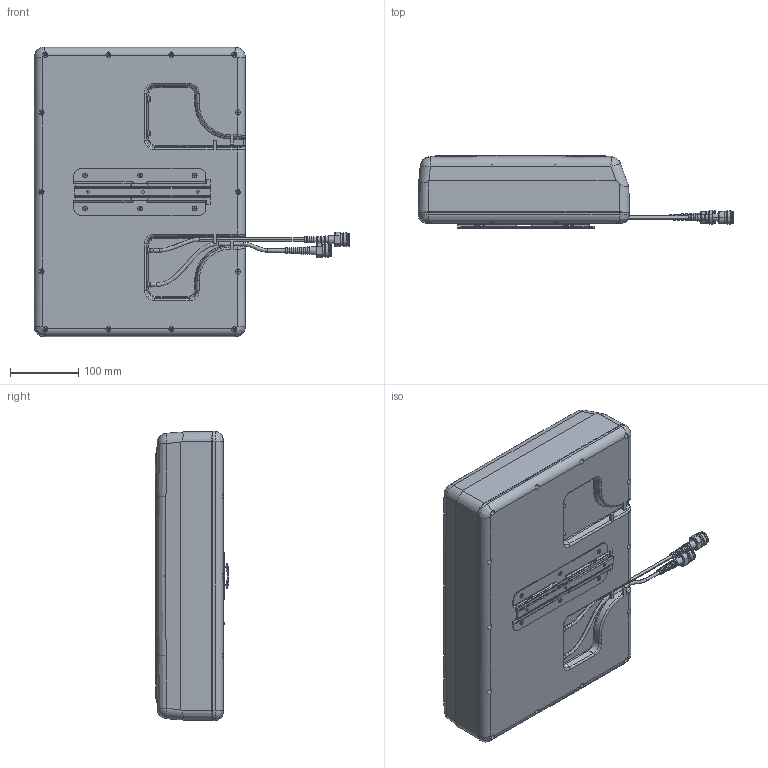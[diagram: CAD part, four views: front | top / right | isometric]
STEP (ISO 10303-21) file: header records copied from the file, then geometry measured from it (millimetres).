
FILE_DESCRIPTION (( 'STEP AP214' ), '1' );
FILE_NAME ('HG65807XPPR-4310F_3D.STEP', '2023-11-08T21:28:03', ( '' ), ( '' ), 'SwSTEP 2.0', 'SolidWorks 2022', '' );
FILE_SCHEMA (( 'AUTOMOTIVE_DESIGN' ));
Length unit declared in the file: millimetre
Products named in the file (1): HG65807XPPR-4310F_3D
Bounding box: 461.28 x 107.41 x 422.82 mm (x, y, z)
Volume: 2232554.3 mm3; surface area: 874599.5 mm2
Topology: 8 solids, 8 shells, 2076 faces, 5642 edges, 3627 vertices
Faces by surface type: plane 1037, cylinder 536, cone 297, bspline 104, sphere 63, torus 39
Entity records: 74536 total; most frequent: CARTESIAN_POINT 23775, ORIENTED_EDGE 11228, DIRECTION 9832, EDGE_CURVE 5614, VERTEX_POINT 3627, AXIS2_PLACEMENT_3D 3354, VECTOR 3124, LINE 3124
